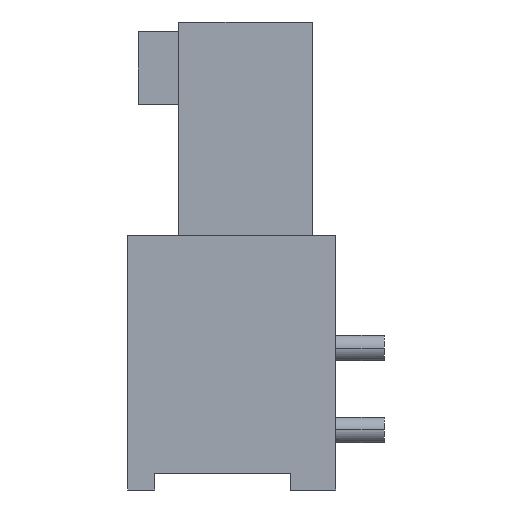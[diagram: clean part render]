
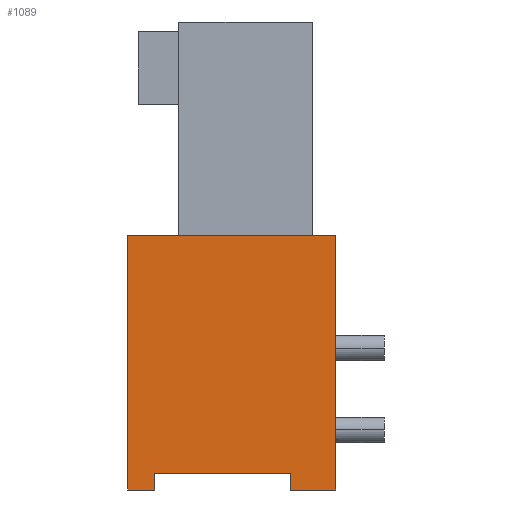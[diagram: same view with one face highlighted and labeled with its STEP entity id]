
A CAD part, left-side view. The second image highlights one B-rep face of the part: STEP entity #1089.
In plain terms, the highlighted planar face has unit normal (-1, 0, 0).
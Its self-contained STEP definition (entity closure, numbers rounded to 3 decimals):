
#1037=AXIS2_PLACEMENT_3D('Plane Axis2P3D',#1034,#1035,#1036) ;
#49=CARTESIAN_POINT('Vertex',(0.,1.5,7.9)) ;
#52=CARTESIAN_POINT('Line Origine',(0.,1.5,3.95)) ;
#56=CARTESIAN_POINT('Vertex',(0.,1.5,0.)) ;
#169=CARTESIAN_POINT('Vertex',(0.,7.95,7.9)) ;
#172=CARTESIAN_POINT('Line Origine',(0.,4.725,7.9)) ;
#1034=CARTESIAN_POINT('Axis2P3D Location',(0.,7.95,7.9)) ;
#1039=CARTESIAN_POINT('Line Origine',(0.,7.11,0.25)) ;
#1043=CARTESIAN_POINT('Vertex',(0.,7.11,0.5)) ;
#1045=CARTESIAN_POINT('Vertex',(0.,7.11,0.)) ;
#1048=CARTESIAN_POINT('Line Origine',(0.,5.001,0.5)) ;
#1052=CARTESIAN_POINT('Vertex',(0.,2.893,0.5)) ;
#1055=CARTESIAN_POINT('Line Origine',(0.,2.893,0.25)) ;
#1059=CARTESIAN_POINT('Vertex',(0.,2.893,0.)) ;
#1062=CARTESIAN_POINT('Line Origine',(0.,2.196,0.)) ;
#1067=CARTESIAN_POINT('Line Origine',(0.,7.95,3.95)) ;
#1071=CARTESIAN_POINT('Vertex',(0.,7.95,0.)) ;
#1074=CARTESIAN_POINT('Line Origine',(0.,7.53,0.)) ;
#53=DIRECTION('Vector Direction',(0.,0.,-1.)) ;
#173=DIRECTION('Vector Direction',(0.,-1.,0.)) ;
#1035=DIRECTION('Axis2P3D Direction',(1.,0.,0.)) ;
#1036=DIRECTION('Axis2P3D XDirection',(0.,-1.,0.)) ;
#1040=DIRECTION('Vector Direction',(0.,0.,-1.)) ;
#1049=DIRECTION('Vector Direction',(0.,1.,0.)) ;
#1056=DIRECTION('Vector Direction',(0.,0.,-1.)) ;
#1063=DIRECTION('Vector Direction',(0.,-1.,0.)) ;
#1068=DIRECTION('Vector Direction',(0.,0.,-1.)) ;
#1075=DIRECTION('Vector Direction',(0.,-1.,0.)) ;
#54=VECTOR('Line Direction',#53,1.) ;
#174=VECTOR('Line Direction',#173,1.) ;
#1041=VECTOR('Line Direction',#1040,1.) ;
#1050=VECTOR('Line Direction',#1049,1.) ;
#1057=VECTOR('Line Direction',#1056,1.) ;
#1064=VECTOR('Line Direction',#1063,1.) ;
#1069=VECTOR('Line Direction',#1068,1.) ;
#1076=VECTOR('Line Direction',#1075,1.) ;
#1080=ORIENTED_EDGE('',*,*,#1047,.F.) ;
#1081=ORIENTED_EDGE('',*,*,#1054,.F.) ;
#1082=ORIENTED_EDGE('',*,*,#1061,.T.) ;
#1083=ORIENTED_EDGE('',*,*,#1066,.T.) ;
#1084=ORIENTED_EDGE('',*,*,#58,.F.) ;
#1085=ORIENTED_EDGE('',*,*,#176,.F.) ;
#1086=ORIENTED_EDGE('',*,*,#1073,.T.) ;
#1087=ORIENTED_EDGE('',*,*,#1078,.T.) ;
#1089=ADVANCED_FACE('HOUSING',(#1088),#1038,.F.) ;
#58=EDGE_CURVE('',#50,#57,#55,.T.) ;
#176=EDGE_CURVE('',#170,#50,#175,.T.) ;
#1047=EDGE_CURVE('',#1044,#1046,#1042,.T.) ;
#1054=EDGE_CURVE('',#1053,#1044,#1051,.T.) ;
#1061=EDGE_CURVE('',#1053,#1060,#1058,.T.) ;
#1066=EDGE_CURVE('',#1060,#57,#1065,.T.) ;
#1073=EDGE_CURVE('',#170,#1072,#1070,.T.) ;
#1078=EDGE_CURVE('',#1072,#1046,#1077,.T.) ;
#1079=EDGE_LOOP('',(#1080,#1081,#1082,#1083,#1084,#1085,#1086,#1087)) ;
#1088=FACE_OUTER_BOUND('',#1079,.T.) ;
#55=LINE('Line',#52,#54) ;
#175=LINE('Line',#172,#174) ;
#1042=LINE('Line',#1039,#1041) ;
#1051=LINE('Line',#1048,#1050) ;
#1058=LINE('Line',#1055,#1057) ;
#1065=LINE('Line',#1062,#1064) ;
#1070=LINE('Line',#1067,#1069) ;
#1077=LINE('Line',#1074,#1076) ;
#1038=PLANE('',#1037) ;
#50=VERTEX_POINT('',#49) ;
#57=VERTEX_POINT('',#56) ;
#170=VERTEX_POINT('',#169) ;
#1044=VERTEX_POINT('',#1043) ;
#1046=VERTEX_POINT('',#1045) ;
#1053=VERTEX_POINT('',#1052) ;
#1060=VERTEX_POINT('',#1059) ;
#1072=VERTEX_POINT('',#1071) ;
